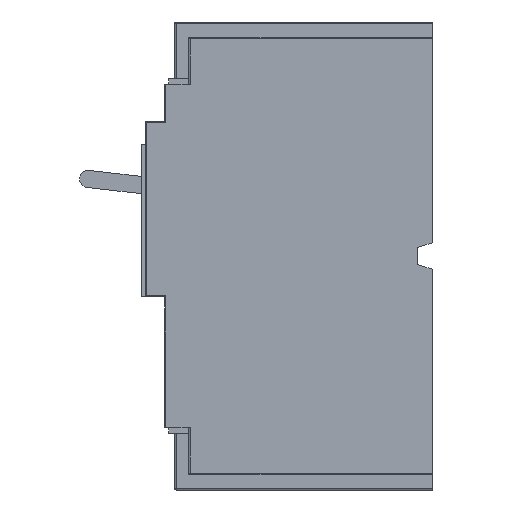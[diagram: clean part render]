
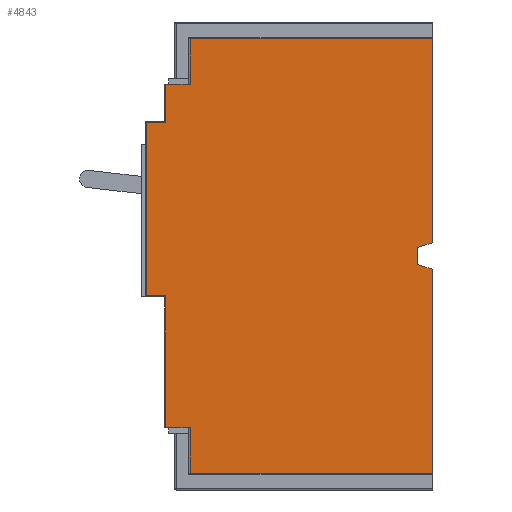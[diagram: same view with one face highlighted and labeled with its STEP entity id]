
A CAD part, left-side view. The second image highlights one B-rep face of the part: STEP entity #4843.
In plain terms, the highlighted planar face has unit normal (-1, 0, 0).
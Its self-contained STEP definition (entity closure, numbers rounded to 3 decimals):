
#58 = VERTEX_POINT ( 'NONE', #17340 ) ;
#570 = LINE ( 'NONE', #19053, #7492 ) ;
#669 = DIRECTION ( 'NONE',  ( 0., 0., -1. ) ) ;
#1146 = EDGE_CURVE ( 'NONE', #14977, #12997, #5057, .T. ) ;
#1194 = VERTEX_POINT ( 'NONE', #15895 ) ;
#1196 = ORIENTED_EDGE ( 'NONE', *, *, #1569, .T. ) ;
#1229 = VECTOR ( 'NONE', #8250, 1000. ) ;
#1256 = CARTESIAN_POINT ( 'NONE',  ( -39., 0., -55.7 ) ) ;
#1282 = CARTESIAN_POINT ( 'NONE',  ( -39., 0., -55.7 ) ) ;
#1569 = EDGE_CURVE ( 'NONE', #15476, #17413, #11746, .T. ) ;
#1729 = DIRECTION ( 'NONE',  ( 0., 0., -1. ) ) ;
#1734 = CARTESIAN_POINT ( 'NONE',  ( -39., 3.8, -2.2 ) ) ;
#1805 = LINE ( 'NONE', #4797, #7515 ) ;
#2008 = LINE ( 'NONE', #13464, #18329 ) ;
#2159 = VECTOR ( 'NONE', #7884, 1000. ) ;
#2296 = CARTESIAN_POINT ( 'NONE',  ( -39., 0., 55.7 ) ) ;
#2661 = EDGE_CURVE ( 'NONE', #16046, #20283, #11439, .T. ) ;
#2946 = CARTESIAN_POINT ( 'NONE',  ( -39., 68.3, 34.2 ) ) ;
#3156 = DIRECTION ( 'NONE',  ( 0., 1., 0. ) ) ;
#3296 = VECTOR ( 'NONE', #12841, 1000. ) ;
#3313 = DIRECTION ( 'NONE',  ( 0., 0., -1. ) ) ;
#3561 = LINE ( 'NONE', #7984, #3296 ) ;
#3666 = VECTOR ( 'NONE', #20055, 1000. ) ;
#4479 = LINE ( 'NONE', #1734, #9418 ) ;
#4500 = EDGE_CURVE ( 'NONE', #12186, #14977, #5187, .T. ) ;
#4797 = CARTESIAN_POINT ( 'NONE',  ( -39., 68.3, 60. ) ) ;
#4843 = ADVANCED_FACE ( 'NONE', ( #15767 ), #19752, .F. ) ;
#4893 = LINE ( 'NONE', #15686, #2159 ) ;
#4980 = DIRECTION ( 'NONE',  ( 0., -1., 0. ) ) ;
#5047 = VERTEX_POINT ( 'NONE', #7983 ) ;
#5057 = LINE ( 'NONE', #17415, #19134 ) ;
#5187 = LINE ( 'NONE', #16555, #16312 ) ;
#5217 = LINE ( 'NONE', #9766, #1229 ) ;
#5372 = DIRECTION ( 'NONE',  ( 0., 0., -1. ) ) ;
#5532 = EDGE_CURVE ( 'NONE', #16046, #17650, #4893, .T. ) ;
#5959 = EDGE_CURVE ( 'NONE', #8107, #6714, #14271, .T. ) ;
#6240 = ORIENTED_EDGE ( 'NONE', *, *, #7681, .F. ) ;
#6516 = VECTOR ( 'NONE', #4980, 1000. ) ;
#6697 = CARTESIAN_POINT ( 'NONE',  ( -39., 73.2, 34.2 ) ) ;
#6714 = VERTEX_POINT ( 'NONE', #10063 ) ;
#6727 = DIRECTION ( 'NONE',  ( 0., 0., -1. ) ) ;
#6859 = CARTESIAN_POINT ( 'NONE',  ( -39., 62.1, 60. ) ) ;
#7027 = VECTOR ( 'NONE', #17980, 1000. ) ;
#7190 = ORIENTED_EDGE ( 'NONE', *, *, #19144, .T. ) ;
#7247 = CARTESIAN_POINT ( 'NONE',  ( -39., 3.8, 2.2 ) ) ;
#7492 = VECTOR ( 'NONE', #3313, 1000. ) ;
#7515 = VECTOR ( 'NONE', #1729, 1000. ) ;
#7681 = EDGE_CURVE ( 'NONE', #5047, #14535, #12732, .T. ) ;
#7779 = ORIENTED_EDGE ( 'NONE', *, *, #5959, .T. ) ;
#7884 = DIRECTION ( 'NONE',  ( 0., 0.954, -0.301 ) ) ;
#7983 = CARTESIAN_POINT ( 'NONE',  ( -39., 62.1, -44. ) ) ;
#7984 = CARTESIAN_POINT ( 'NONE',  ( -39., 73.5, 34.2 ) ) ;
#8102 = EDGE_CURVE ( 'NONE', #58, #14535, #570, .T. ) ;
#8107 = VERTEX_POINT ( 'NONE', #6697 ) ;
#8116 = CARTESIAN_POINT ( 'NONE',  ( -39., 62.1, 44. ) ) ;
#8250 = DIRECTION ( 'NONE',  ( 0., 0., 1. ) ) ;
#8456 = ORIENTED_EDGE ( 'NONE', *, *, #10220, .T. ) ;
#8603 = EDGE_CURVE ( 'NONE', #17004, #8107, #3561, .T. ) ;
#8606 = LINE ( 'NONE', #16743, #3666 ) ;
#8632 = DIRECTION ( 'NONE',  ( 1., 0., 0. ) ) ;
#9339 = ORIENTED_EDGE ( 'NONE', *, *, #8603, .T. ) ;
#9418 = VECTOR ( 'NONE', #6727, 1000. ) ;
#9516 = CARTESIAN_POINT ( 'NONE',  ( -39., 62.4, 55.7 ) ) ;
#9666 = DIRECTION ( 'NONE',  ( 0., 0., 1. ) ) ;
#9766 = CARTESIAN_POINT ( 'NONE',  ( -39., 0., 60. ) ) ;
#9904 = DIRECTION ( 'NONE',  ( 0., 0., -1. ) ) ;
#9953 = ORIENTED_EDGE ( 'NONE', *, *, #18093, .F. ) ;
#9956 = CARTESIAN_POINT ( 'NONE',  ( -39., 68.3, -44. ) ) ;
#10063 = CARTESIAN_POINT ( 'NONE',  ( -39., 73.2, -10.2 ) ) ;
#10103 = CARTESIAN_POINT ( 'NONE',  ( -39., 73.5, 60. ) ) ;
#10172 = CARTESIAN_POINT ( 'NONE',  ( -39., 68.3, 44. ) ) ;
#10220 = EDGE_CURVE ( 'NONE', #12997, #17004, #1805, .T. ) ;
#10285 = DIRECTION ( 'NONE',  ( 0., -0.954, -0.301 ) ) ;
#10776 = CARTESIAN_POINT ( 'NONE',  ( -39., 62.1, 55.7 ) ) ;
#10918 = AXIS2_PLACEMENT_3D ( 'NONE', #10103, #8632, #669 ) ;
#11409 = ORIENTED_EDGE ( 'NONE', *, *, #12265, .F. ) ;
#11439 = LINE ( 'NONE', #14308, #12686 ) ;
#11464 = EDGE_LOOP ( 'NONE', ( #6240, #7190, #1196, #18799, #9953, #11409, #15523, #18293, #19880, #14638, #16208, #8456, #9339, #7779, #13993, #13232 ) ) ;
#11465 = LINE ( 'NONE', #9516, #20320 ) ;
#11620 = CARTESIAN_POINT ( 'NONE',  ( -39., 62.1, -55.7 ) ) ;
#11746 = LINE ( 'NONE', #1282, #6516 ) ;
#12186 = VERTEX_POINT ( 'NONE', #10776 ) ;
#12265 = EDGE_CURVE ( 'NONE', #17650, #1194, #4479, .T. ) ;
#12686 = VECTOR ( 'NONE', #9666, 1000. ) ;
#12732 = LINE ( 'NONE', #12819, #7027 ) ;
#12819 = CARTESIAN_POINT ( 'NONE',  ( -39., 68.6, -44. ) ) ;
#12841 = DIRECTION ( 'NONE',  ( 0., 1., 0. ) ) ;
#12997 = VERTEX_POINT ( 'NONE', #10172 ) ;
#13058 = VECTOR ( 'NONE', #13500, 1000. ) ;
#13232 = ORIENTED_EDGE ( 'NONE', *, *, #8102, .T. ) ;
#13464 = CARTESIAN_POINT ( 'NONE',  ( -39., 0., -3.4 ) ) ;
#13500 = DIRECTION ( 'NONE',  ( 0., 0., -1. ) ) ;
#13617 = LINE ( 'NONE', #6859, #17289 ) ;
#13993 = ORIENTED_EDGE ( 'NONE', *, *, #15213, .T. ) ;
#14271 = LINE ( 'NONE', #16593, #13058 ) ;
#14308 = CARTESIAN_POINT ( 'NONE',  ( -39., 0., 60. ) ) ;
#14535 = VERTEX_POINT ( 'NONE', #9956 ) ;
#14638 = ORIENTED_EDGE ( 'NONE', *, *, #4500, .T. ) ;
#14977 = VERTEX_POINT ( 'NONE', #8116 ) ;
#15213 = EDGE_CURVE ( 'NONE', #6714, #58, #8606, .T. ) ;
#15476 = VERTEX_POINT ( 'NONE', #11620 ) ;
#15523 = ORIENTED_EDGE ( 'NONE', *, *, #5532, .F. ) ;
#15686 = CARTESIAN_POINT ( 'NONE',  ( -39., 3.8, 2.2 ) ) ;
#15767 = FACE_OUTER_BOUND ( 'NONE', #11464, .T. ) ;
#15895 = CARTESIAN_POINT ( 'NONE',  ( -39., 3.8, -2.2 ) ) ;
#16046 = VERTEX_POINT ( 'NONE', #17994 ) ;
#16208 = ORIENTED_EDGE ( 'NONE', *, *, #1146, .T. ) ;
#16312 = VECTOR ( 'NONE', #5372, 1000. ) ;
#16555 = CARTESIAN_POINT ( 'NONE',  ( -39., 62.1, 44. ) ) ;
#16593 = CARTESIAN_POINT ( 'NONE',  ( -39., 73.2, 60. ) ) ;
#16743 = CARTESIAN_POINT ( 'NONE',  ( -39., 68.6, -10.2 ) ) ;
#17004 = VERTEX_POINT ( 'NONE', #2946 ) ;
#17255 = VERTEX_POINT ( 'NONE', #19612 ) ;
#17289 = VECTOR ( 'NONE', #9904, 1000. ) ;
#17340 = CARTESIAN_POINT ( 'NONE',  ( -39., 68.3, -10.2 ) ) ;
#17413 = VERTEX_POINT ( 'NONE', #1256 ) ;
#17415 = CARTESIAN_POINT ( 'NONE',  ( -39., 68.6, 44. ) ) ;
#17650 = VERTEX_POINT ( 'NONE', #7247 ) ;
#17870 = EDGE_CURVE ( 'NONE', #20283, #12186, #11465, .T. ) ;
#17980 = DIRECTION ( 'NONE',  ( 0., 1., 0. ) ) ;
#17994 = CARTESIAN_POINT ( 'NONE',  ( -39., 0., 3.4 ) ) ;
#18093 = EDGE_CURVE ( 'NONE', #1194, #17255, #2008, .T. ) ;
#18293 = ORIENTED_EDGE ( 'NONE', *, *, #2661, .T. ) ;
#18329 = VECTOR ( 'NONE', #10285, 1000. ) ;
#18741 = EDGE_CURVE ( 'NONE', #17413, #17255, #5217, .T. ) ;
#18799 = ORIENTED_EDGE ( 'NONE', *, *, #18741, .T. ) ;
#19053 = CARTESIAN_POINT ( 'NONE',  ( -39., 68.3, 60. ) ) ;
#19134 = VECTOR ( 'NONE', #19280, 1000. ) ;
#19144 = EDGE_CURVE ( 'NONE', #5047, #15476, #13617, .T. ) ;
#19280 = DIRECTION ( 'NONE',  ( 0., 1., 0. ) ) ;
#19612 = CARTESIAN_POINT ( 'NONE',  ( -39., 0., -3.4 ) ) ;
#19752 = PLANE ( 'NONE',  #10918 ) ;
#19880 = ORIENTED_EDGE ( 'NONE', *, *, #17870, .T. ) ;
#20055 = DIRECTION ( 'NONE',  ( 0., -1., 0. ) ) ;
#20283 = VERTEX_POINT ( 'NONE', #2296 ) ;
#20320 = VECTOR ( 'NONE', #3156, 1000. ) ;
